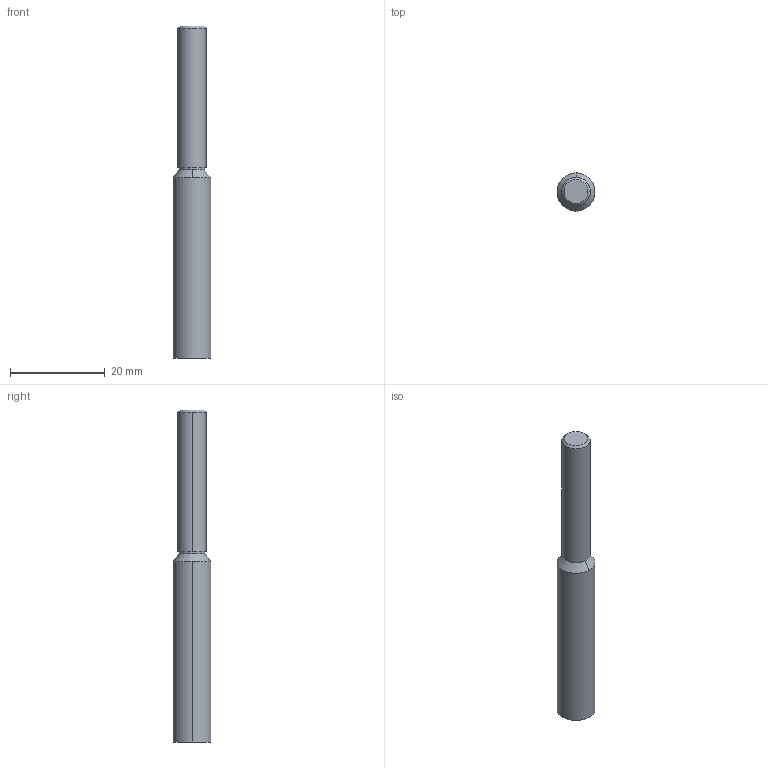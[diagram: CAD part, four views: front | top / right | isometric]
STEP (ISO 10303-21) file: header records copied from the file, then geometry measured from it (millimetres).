
FILE_DESCRIPTION (( 'STEP AP203' ), '1' );
FILE_NAME ('101000505-GR.STEP', '2018-03-13T15:53:12', ( '' ), ( '' ), 'SwSTEP 2.0', 'SolidWorks 2015', '' );
FILE_SCHEMA (( 'CONFIG_CONTROL_DESIGN' ));
Length unit declared in the file: millimetre
Products named in the file (1): 101000505-GR
Bounding box: 8 x 8 x 70 mm (x, y, z)
Volume: 2035.7 mm3; surface area: 2236.1 mm2
Topology: 1 solids, 1 shells, 268 faces, 700 edges, 463 vertices
Faces by surface type: bspline 123, plane 100, cylinder 37, cone 8
Entity records: 13699 total; most frequent: CARTESIAN_POINT 7847, ORIENTED_EDGE 1396, DIRECTION 828, EDGE_CURVE 698, VERTEX_POINT 463, VECTOR 324, LINE 324, EDGE_LOOP 299
